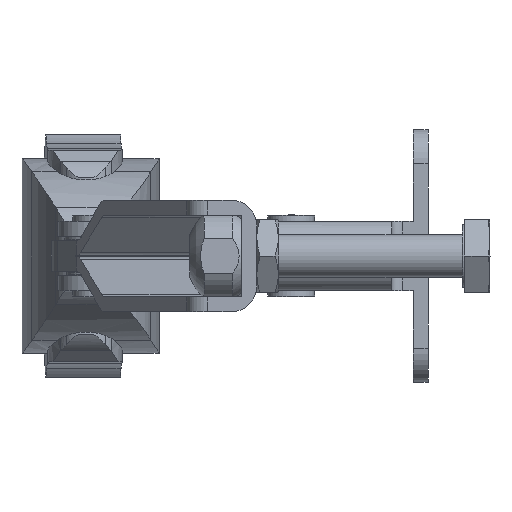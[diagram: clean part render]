
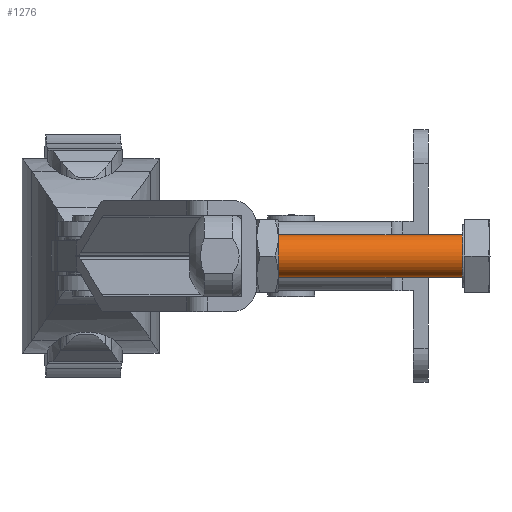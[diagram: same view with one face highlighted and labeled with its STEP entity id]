
A CAD part, left-side view. The second image highlights one B-rep face of the part: STEP entity #1276.
In plain terms, the highlighted cylindrical face has radius 5 mm (diameter 10 mm), a full revolution.
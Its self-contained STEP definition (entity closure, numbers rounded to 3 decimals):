
#1276 = ADVANCED_FACE( '', ( #2470, #2471 ), #2472, .T. );
#2470 = FACE_OUTER_BOUND( '', #3652, .T. );
#2471 = FACE_OUTER_BOUND( '', #3653, .T. );
#2472 = CYLINDRICAL_SURFACE( '', #3654, 5. );
#3652 = EDGE_LOOP( '', ( #6477 ) );
#3653 = EDGE_LOOP( '', ( #6478 ) );
#3654 = AXIS2_PLACEMENT_3D( '', #6479, #6480, #6481 );
#6477 = ORIENTED_EDGE( '', *, *, #7769, .F. );
#6478 = ORIENTED_EDGE( '', *, *, #8268, .T. );
#6479 = CARTESIAN_POINT( '', ( 0., 55., 0. ) );
#6480 = DIRECTION( '', ( 0., -1., 0. ) );
#6481 = DIRECTION( '', ( 0., 0., 1. ) );
#7769 = EDGE_CURVE( '', #9465, #9465, #9466, .T. );
#8268 = EDGE_CURVE( '', #10127, #10127, #10128, .T. );
#9465 = VERTEX_POINT( '', #12097 );
#9466 = CIRCLE( '', #12098, 5. );
#10127 = VERTEX_POINT( '', #13248 );
#10128 = CIRCLE( '', #13249, 5. );
#12097 = CARTESIAN_POINT( '', ( 0., 54.08, 5. ) );
#12098 = AXIS2_PLACEMENT_3D( '', #14189, #14190, #14191 );
#13248 = CARTESIAN_POINT( '', ( 0., 0., 5. ) );
#13249 = AXIS2_PLACEMENT_3D( '', #14699, #14700, #14701 );
#14189 = CARTESIAN_POINT( '', ( 0., 54.08, 0. ) );
#14190 = DIRECTION( '', ( 0., 1., 0. ) );
#14191 = DIRECTION( '', ( 0., 0., 1. ) );
#14699 = CARTESIAN_POINT( '', ( 0., 0., 0. ) );
#14700 = DIRECTION( '', ( 0., 1., 0. ) );
#14701 = DIRECTION( '', ( 0., 0., 1. ) );
